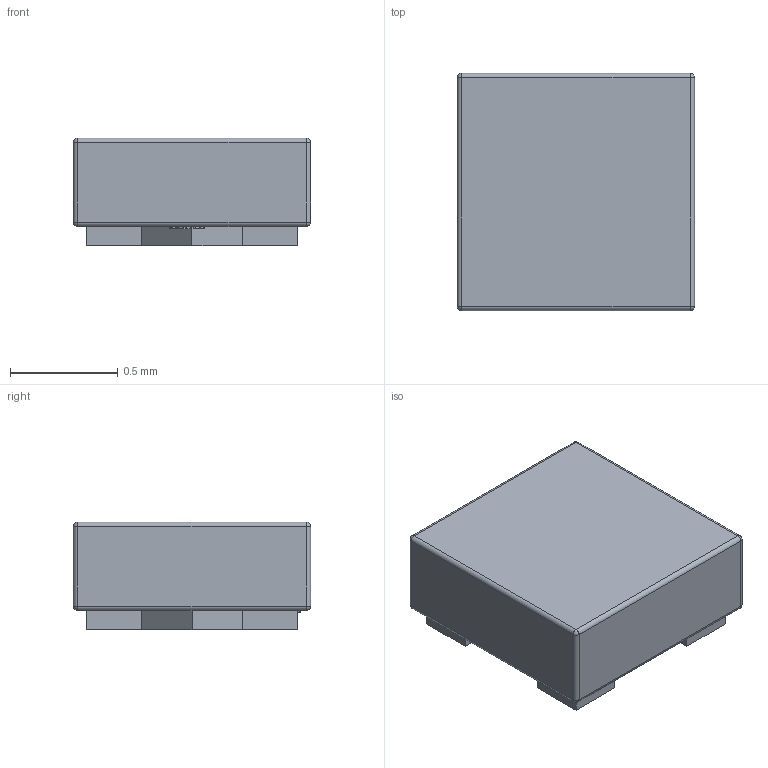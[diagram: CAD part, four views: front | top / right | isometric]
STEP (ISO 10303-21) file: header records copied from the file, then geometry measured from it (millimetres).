
FILE_DESCRIPTION (( 'STEP AP214' ), '1' );
FILE_NAME ('FBP4L_L1.0-W1.0-P0.65-BL-EP.step', '2022-08-04T05:12:43', ( '' ), ( '' ), 'SwSTEP 2.0', 'SolidWorks 2020', '' );
FILE_SCHEMA (( 'AUTOMOTIVE_DESIGN' ));
Length unit declared in the file: millimetre
Products named in the file (1): FBP4L_L1.0-W1.0-P0.65-BL-EP
Bounding box: 1.1 x 1.1 x 0.5 mm (x, y, z)
Volume: 0.5 mm3; surface area: 6.3 mm2
Topology: 24 solids, 24 shells, 401 faces, 1019 edges, 666 vertices
Faces by surface type: plane 269, bspline 112, cylinder 12, sphere 8
Entity records: 16807 total; most frequent: CARTESIAN_POINT 4183, ORIENTED_EDGE 2022, DIRECTION 1387, EDGE_CURVE 1011, VECTOR 759, LINE 759, VERTEX_POINT 666, EDGE_LOOP 425
